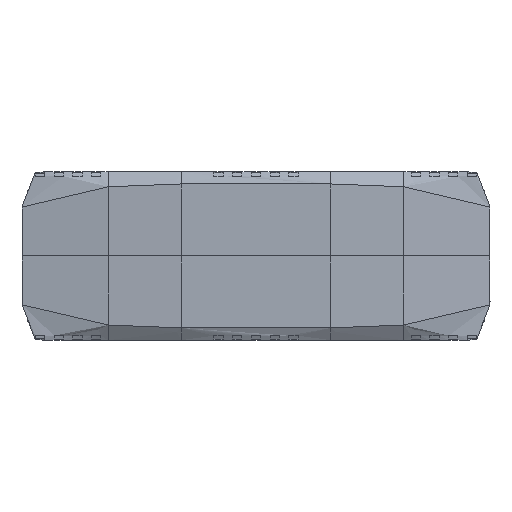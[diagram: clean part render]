
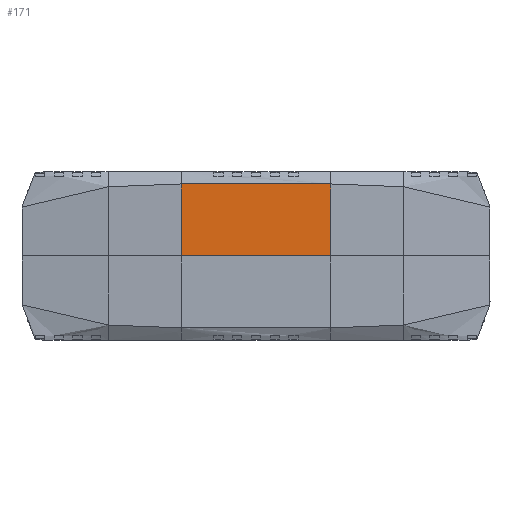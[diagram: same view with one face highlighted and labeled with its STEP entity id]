
A CAD part, top view. The second image highlights one B-rep face of the part: STEP entity #171.
In plain terms, the highlighted free-form (B-spline) face has degree [1, 3] with [2, 10] control points.
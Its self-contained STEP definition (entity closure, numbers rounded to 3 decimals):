
#171=ADVANCED_FACE('',(#479),#5173,.T.);
#479=FACE_OUTER_BOUND('',#787,.T.);
#787=EDGE_LOOP('',(#1803,#1804,#1805,#1806));
#1803=ORIENTED_EDGE('',*,*,#3146,.T.);
#1804=ORIENTED_EDGE('',*,*,#3570,.T.);
#1805=ORIENTED_EDGE('',*,*,#3147,.F.);
#1806=ORIENTED_EDGE('',*,*,#3148,.T.);
#3146=EDGE_CURVE('',#4836,#4837,#4040,.T.);
#3147=EDGE_CURVE('',#4830,#4831,#4041,.T.);
#3148=EDGE_CURVE('',#4830,#4836,#4042,.T.);
#3570=EDGE_CURVE('',#4837,#4831,#4464,.T.);
#4040=B_SPLINE_CURVE_WITH_KNOTS('',1,(#15845,#15846),.UNSPECIFIED.,.F.,
 .F.,(2,2),(44.212,63.435),.UNSPECIFIED.);
#4041=B_SPLINE_CURVE_WITH_KNOTS('',1,(#15847,#15848),.UNSPECIFIED.,.F.,
 .F.,(2,2),(44.212,63.435),.UNSPECIFIED.);
#4042=B_SPLINE_CURVE_WITH_KNOTS('',3,(#15849,#15850,#15851,#15852,#15853,
#15854,#15855,#15856,#15857,#15858),.UNSPECIFIED.,.F.,.F.,(4,2,2,2,4),(-40.003,
-30.002,-20.001,-10.001,0.),.UNSPECIFIED.);
#4464=B_SPLINE_CURVE_WITH_KNOTS('',3,(#18173,#18174,#18175,#18176,#18177,
#18178,#18179,#18180,#18181,#18182),.UNSPECIFIED.,.F.,.F.,(4,2,2,2,4),(-40.003,
-30.002,-20.002,-10.001,0.),.UNSPECIFIED.);
#4830=VERTEX_POINT('',#15458);
#4831=VERTEX_POINT('',#15459);
#4836=VERTEX_POINT('',#15464);
#4837=VERTEX_POINT('',#15465);
#5173=B_SPLINE_SURFACE_WITH_KNOTS('',1,3,((#9592,#9593,#9594,#9595,#9596,
#9597,#9598,#9599,#9600,#9601),(#9602,#9603,#9604,#9605,#9606,#9607,#9608,
#9609,#9610,#9611)),.UNSPECIFIED.,.F.,.F.,.F.,(2,2),(4,2,2,2,4),(44.212,
63.435),(0.,10.001,20.001,30.002,
40.003),.UNSPECIFIED.);
#9592=CARTESIAN_POINT('',(20.,100.,27.785));
#9593=CARTESIAN_POINT('',(16.667,100.,27.852));
#9594=CARTESIAN_POINT('',(13.334,100.,27.897));
#9595=CARTESIAN_POINT('',(6.667,100.,27.97));
#9596=CARTESIAN_POINT('',(3.334,100.,27.999));
#9597=CARTESIAN_POINT('',(-3.334,100.,27.999));
#9598=CARTESIAN_POINT('',(-6.667,100.,27.97));
#9599=CARTESIAN_POINT('',(-13.334,100.,27.897));
#9600=CARTESIAN_POINT('',(-16.667,100.,27.852));
#9601=CARTESIAN_POINT('',(-20.,100.,27.785));
#9602=CARTESIAN_POINT('',(20.,119.223,27.785));
#9603=CARTESIAN_POINT('',(16.667,119.223,27.853));
#9604=CARTESIAN_POINT('',(13.334,119.223,27.897));
#9605=CARTESIAN_POINT('',(6.667,119.223,27.97));
#9606=CARTESIAN_POINT('',(3.334,119.223,27.999));
#9607=CARTESIAN_POINT('',(-3.334,119.223,27.999));
#9608=CARTESIAN_POINT('',(-6.667,119.223,27.97));
#9609=CARTESIAN_POINT('',(-13.334,119.223,27.897));
#9610=CARTESIAN_POINT('',(-16.667,119.223,27.853));
#9611=CARTESIAN_POINT('',(-20.,119.223,27.785));
#15458=CARTESIAN_POINT('',(-20.,100.,27.785));
#15459=CARTESIAN_POINT('',(-20.,119.223,27.785));
#15464=CARTESIAN_POINT('',(20.,100.,27.785));
#15465=CARTESIAN_POINT('',(20.,119.223,27.785));
#15845=CARTESIAN_POINT('',(20.,100.,27.785));
#15846=CARTESIAN_POINT('',(20.,119.223,27.785));
#15847=CARTESIAN_POINT('',(-20.,100.,27.785));
#15848=CARTESIAN_POINT('',(-20.,119.223,27.785));
#15849=CARTESIAN_POINT('',(-20.,100.,27.785));
#15850=CARTESIAN_POINT('',(-16.667,100.,27.852));
#15851=CARTESIAN_POINT('',(-13.334,100.,27.897));
#15852=CARTESIAN_POINT('',(-6.667,100.,27.97));
#15853=CARTESIAN_POINT('',(-3.334,100.,27.999));
#15854=CARTESIAN_POINT('',(3.334,100.,27.999));
#15855=CARTESIAN_POINT('',(6.667,100.,27.97));
#15856=CARTESIAN_POINT('',(13.334,100.,27.897));
#15857=CARTESIAN_POINT('',(16.667,100.,27.852));
#15858=CARTESIAN_POINT('',(20.,100.,27.785));
#18173=CARTESIAN_POINT('',(20.,119.223,27.785));
#18174=CARTESIAN_POINT('',(16.667,119.223,27.853));
#18175=CARTESIAN_POINT('',(13.334,119.223,27.897));
#18176=CARTESIAN_POINT('',(6.667,119.223,27.97));
#18177=CARTESIAN_POINT('',(3.334,119.223,27.999));
#18178=CARTESIAN_POINT('',(-3.334,119.223,27.999));
#18179=CARTESIAN_POINT('',(-6.667,119.223,27.97));
#18180=CARTESIAN_POINT('',(-13.334,119.223,27.897));
#18181=CARTESIAN_POINT('',(-16.667,119.223,27.853));
#18182=CARTESIAN_POINT('',(-20.,119.223,27.785));
